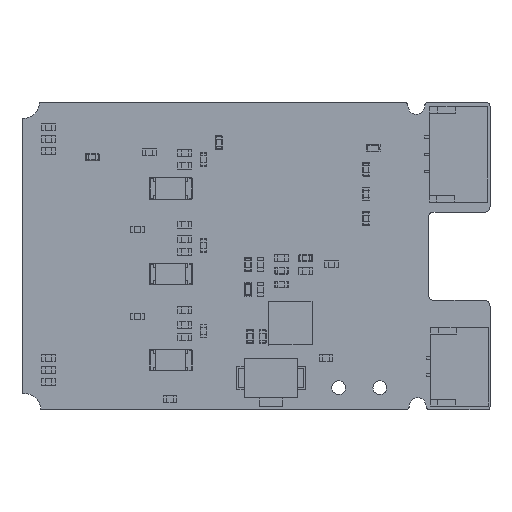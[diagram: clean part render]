
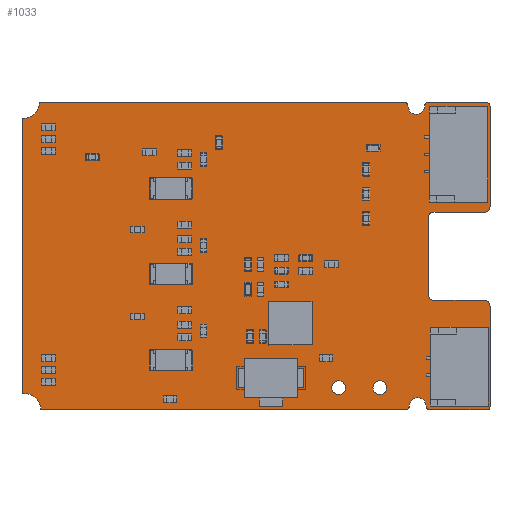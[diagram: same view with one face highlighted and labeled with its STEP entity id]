
A CAD part, top view. The second image highlights one B-rep face of the part: STEP entity #1033.
In plain terms, the highlighted planar face has unit normal (0, 0, 1).
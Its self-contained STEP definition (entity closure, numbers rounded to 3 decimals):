
#24 = VERTEX_POINT('',#25);
#25 = CARTESIAN_POINT('',(18.745,17.069,0.));
#31 = EDGE_CURVE('',#24,#32,#34,.T.);
#32 = VERTEX_POINT('',#33);
#33 = CARTESIAN_POINT('',(19.914,15.9,0.));
#34 = CIRCLE('',#35,1.169);
#35 = AXIS2_PLACEMENT_3D('',#36,#37,#38);
#36 = CARTESIAN_POINT('',(18.745,15.9,0.));
#37 = DIRECTION('',(0.,0.,-1.));
#38 = DIRECTION('',(0.,1.,0.));
#64 = EDGE_CURVE('',#32,#65,#67,.T.);
#65 = VERTEX_POINT('',#66);
#66 = CARTESIAN_POINT('',(46.584,15.9,0.));
#67 = LINE('',#68,#69);
#68 = CARTESIAN_POINT('',(19.914,15.9,0.));
#69 = VECTOR('',#70,1.);
#70 = DIRECTION('',(1.,0.,0.));
#95 = EDGE_CURVE('',#65,#96,#98,.T.);
#96 = VERTEX_POINT('',#97);
#97 = CARTESIAN_POINT('',(46.838,16.154,0.));
#98 = CIRCLE('',#99,0.256);
#99 = AXIS2_PLACEMENT_3D('',#100,#101,#102);
#100 = CARTESIAN_POINT('',(46.582,16.156,0.));
#101 = DIRECTION('',(0.,0.,1.));
#102 = DIRECTION('',(0.008,-1.,0.));
#128 = EDGE_CURVE('',#96,#129,#131,.T.);
#129 = VERTEX_POINT('',#130);
#130 = CARTESIAN_POINT('',(48.057,16.154,0.));
#131 = CIRCLE('',#132,0.61);
#132 = AXIS2_PLACEMENT_3D('',#133,#134,#135);
#133 = CARTESIAN_POINT('',(47.448,16.155,0.));
#134 = DIRECTION('',(0.,0.,-1.));
#135 = DIRECTION('',(-1.,-0.001,-0.));
#161 = EDGE_CURVE('',#129,#162,#164,.T.);
#162 = VERTEX_POINT('',#163);
#163 = CARTESIAN_POINT('',(48.311,15.9,0.));
#164 = CIRCLE('',#165,0.254);
#165 = AXIS2_PLACEMENT_3D('',#166,#167,#168);
#166 = CARTESIAN_POINT('',(48.311,16.154,0.));
#167 = DIRECTION('',(0.,0.,1.));
#168 = DIRECTION('',(-1.,-0.001,0.));
#194 = EDGE_CURVE('',#162,#195,#197,.T.);
#195 = VERTEX_POINT('',#196);
#196 = CARTESIAN_POINT('',(52.527,15.9,0.));
#197 = LINE('',#198,#199);
#198 = CARTESIAN_POINT('',(48.311,15.9,0.));
#199 = VECTOR('',#200,1.);
#200 = DIRECTION('',(1.,0.,0.));
#225 = EDGE_CURVE('',#195,#226,#228,.T.);
#226 = VERTEX_POINT('',#227);
#227 = CARTESIAN_POINT('',(52.73,16.104,0.));
#228 = CIRCLE('',#229,0.203);
#229 = AXIS2_PLACEMENT_3D('',#230,#231,#232);
#230 = CARTESIAN_POINT('',(52.527,16.103,0.));
#231 = DIRECTION('',(0.,0.,1.));
#232 = DIRECTION('',(0.001,-1.,0.));
#258 = EDGE_CURVE('',#226,#259,#261,.T.);
#259 = VERTEX_POINT('',#260);
#260 = CARTESIAN_POINT('',(52.73,23.47,0.));
#261 = LINE('',#262,#263);
#262 = CARTESIAN_POINT('',(52.73,16.104,0.));
#263 = VECTOR('',#264,1.);
#264 = DIRECTION('',(0.,1.,0.));
#289 = EDGE_CURVE('',#259,#290,#292,.T.);
#290 = VERTEX_POINT('',#291);
#291 = CARTESIAN_POINT('',(52.324,23.876,0.));
#292 = CIRCLE('',#293,0.406);
#293 = AXIS2_PLACEMENT_3D('',#294,#295,#296);
#294 = CARTESIAN_POINT('',(52.324,23.47,0.));
#295 = DIRECTION('',(0.,0.,1.));
#296 = DIRECTION('',(1.,0.001,-0.));
#322 = EDGE_CURVE('',#290,#323,#325,.T.);
#323 = VERTEX_POINT('',#324);
#324 = CARTESIAN_POINT('',(48.616,23.876,0.));
#325 = LINE('',#326,#327);
#326 = CARTESIAN_POINT('',(52.324,23.876,0.));
#327 = VECTOR('',#328,1.);
#328 = DIRECTION('',(-1.,0.,0.));
#353 = EDGE_CURVE('',#323,#354,#356,.T.);
#354 = VERTEX_POINT('',#355);
#355 = CARTESIAN_POINT('',(48.26,24.232,0.));
#356 = CIRCLE('',#357,0.355);
#357 = AXIS2_PLACEMENT_3D('',#358,#359,#360);
#358 = CARTESIAN_POINT('',(48.615,24.231,0.));
#359 = DIRECTION('',(0.,0.,-1.));
#360 = DIRECTION('',(0.003,-1.,0.));
#386 = EDGE_CURVE('',#354,#387,#389,.T.);
#387 = VERTEX_POINT('',#388);
#388 = CARTESIAN_POINT('',(48.26,30.023,0.));
#389 = LINE('',#390,#391);
#390 = CARTESIAN_POINT('',(48.26,24.232,0.));
#391 = VECTOR('',#392,1.);
#392 = DIRECTION('',(0.,1.,0.));
#417 = EDGE_CURVE('',#387,#418,#420,.T.);
#418 = VERTEX_POINT('',#419);
#419 = CARTESIAN_POINT('',(48.565,30.328,0.));
#420 = CIRCLE('',#421,0.306);
#421 = AXIS2_PLACEMENT_3D('',#422,#423,#424);
#422 = CARTESIAN_POINT('',(48.566,30.022,0.));
#423 = DIRECTION('',(0.,0.,-1.));
#424 = DIRECTION('',(-1.,0.002,0.));
#450 = EDGE_CURVE('',#418,#451,#453,.T.);
#451 = VERTEX_POINT('',#452);
#452 = CARTESIAN_POINT('',(52.324,30.328,0.));
#453 = LINE('',#454,#455);
#454 = CARTESIAN_POINT('',(48.565,30.328,0.));
#455 = VECTOR('',#456,1.);
#456 = DIRECTION('',(1.,0.,0.));
#481 = EDGE_CURVE('',#451,#482,#484,.T.);
#482 = VERTEX_POINT('',#483);
#483 = CARTESIAN_POINT('',(52.73,30.734,0.));
#484 = CIRCLE('',#485,0.406);
#485 = AXIS2_PLACEMENT_3D('',#486,#487,#488);
#486 = CARTESIAN_POINT('',(52.324,30.734,0.));
#487 = DIRECTION('',(0.,0.,1.));
#488 = DIRECTION('',(0.001,-1.,0.));
#514 = EDGE_CURVE('',#482,#515,#517,.T.);
#515 = VERTEX_POINT('',#516);
#516 = CARTESIAN_POINT('',(52.73,38.049,0.));
#517 = LINE('',#518,#519);
#518 = CARTESIAN_POINT('',(52.73,30.734,0.));
#519 = VECTOR('',#520,1.);
#520 = DIRECTION('',(0.,1.,0.));
#545 = EDGE_CURVE('',#515,#546,#548,.T.);
#546 = VERTEX_POINT('',#547);
#547 = CARTESIAN_POINT('',(52.426,38.354,0.));
#548 = CIRCLE('',#549,0.304);
#549 = AXIS2_PLACEMENT_3D('',#550,#551,#552);
#550 = CARTESIAN_POINT('',(52.426,38.05,0.));
#551 = DIRECTION('',(0.,0.,1.));
#552 = DIRECTION('',(1.,-0.004,0.));
#578 = EDGE_CURVE('',#546,#579,#581,.T.);
#579 = VERTEX_POINT('',#580);
#580 = CARTESIAN_POINT('',(48.209,38.354,0.));
#581 = LINE('',#582,#583);
#582 = CARTESIAN_POINT('',(52.426,38.354,0.));
#583 = VECTOR('',#584,1.);
#584 = DIRECTION('',(-1.,0.,0.));
#609 = EDGE_CURVE('',#579,#610,#612,.T.);
#610 = VERTEX_POINT('',#611);
#611 = CARTESIAN_POINT('',(47.955,38.1,0.));
#612 = CIRCLE('',#613,0.254);
#613 = AXIS2_PLACEMENT_3D('',#614,#615,#616);
#614 = CARTESIAN_POINT('',(48.209,38.1,0.));
#615 = DIRECTION('',(0.,0.,1.));
#616 = DIRECTION('',(-0.001,1.,0.));
#642 = EDGE_CURVE('',#610,#643,#645,.T.);
#643 = VERTEX_POINT('',#644);
#644 = CARTESIAN_POINT('',(46.736,38.1,0.));
#645 = CIRCLE('',#646,0.61);
#646 = AXIS2_PLACEMENT_3D('',#647,#648,#649);
#647 = CARTESIAN_POINT('',(47.346,38.1,0.));
#648 = DIRECTION('',(0.,0.,-1.));
#649 = DIRECTION('',(1.,0.001,0.));
#675 = EDGE_CURVE('',#643,#676,#678,.T.);
#676 = VERTEX_POINT('',#677);
#677 = CARTESIAN_POINT('',(46.482,38.354,0.));
#678 = CIRCLE('',#679,0.253);
#679 = AXIS2_PLACEMENT_3D('',#680,#681,#682);
#680 = CARTESIAN_POINT('',(46.483,38.101,0.));
#681 = DIRECTION('',(0.,0.,1.));
#682 = DIRECTION('',(1.,-0.005,0.));
#708 = EDGE_CURVE('',#676,#709,#711,.T.);
#709 = VERTEX_POINT('',#710);
#710 = CARTESIAN_POINT('',(19.812,38.354,0.));
#711 = LINE('',#712,#713);
#712 = CARTESIAN_POINT('',(46.482,38.354,0.));
#713 = VECTOR('',#714,1.);
#714 = DIRECTION('',(-1.,0.,0.));
#739 = EDGE_CURVE('',#709,#740,#742,.T.);
#740 = VERTEX_POINT('',#741);
#741 = CARTESIAN_POINT('',(18.644,37.186,0.));
#742 = CIRCLE('',#743,1.168);
#743 = AXIS2_PLACEMENT_3D('',#744,#745,#746);
#744 = CARTESIAN_POINT('',(18.644,38.354,0.));
#745 = DIRECTION('',(0.,0.,-1.));
#746 = DIRECTION('',(1.,0.,0.));
#772 = EDGE_CURVE('',#740,#773,#775,.T.);
#773 = VERTEX_POINT('',#774);
#774 = CARTESIAN_POINT('',(18.542,37.084,0.));
#775 = CIRCLE('',#776,0.102);
#776 = AXIS2_PLACEMENT_3D('',#777,#778,#779);
#777 = CARTESIAN_POINT('',(18.644,37.084,0.));
#778 = DIRECTION('',(0.,0.,1.));
#779 = DIRECTION('',(-0.004,1.,0.));
#805 = EDGE_CURVE('',#773,#806,#808,.T.);
#806 = VERTEX_POINT('',#807);
#807 = CARTESIAN_POINT('',(18.542,17.272,0.));
#808 = LINE('',#809,#810);
#809 = CARTESIAN_POINT('',(18.542,37.084,0.));
#810 = VECTOR('',#811,1.);
#811 = DIRECTION('',(0.,-1.,0.));
#836 = EDGE_CURVE('',#806,#24,#837,.T.);
#837 = CIRCLE('',#838,0.203);
#838 = AXIS2_PLACEMENT_3D('',#839,#840,#841);
#839 = CARTESIAN_POINT('',(18.745,17.272,0.));
#840 = DIRECTION('',(0.,0.,1.));
#841 = DIRECTION('',(-1.,-0.001,0.));
#862 = VERTEX_POINT('',#863);
#863 = CARTESIAN_POINT('',(37.103,17.316,0.));
#869 = EDGE_CURVE('',#862,#862,#870,.T.);
#870 = CIRCLE('',#871,0.4);
#871 = AXIS2_PLACEMENT_3D('',#872,#873,#874);
#872 = CARTESIAN_POINT('',(36.703,17.316,0.));
#873 = DIRECTION('',(0.,0.,1.));
#874 = DIRECTION('',(1.,0.,-0.));
#895 = VERTEX_POINT('',#896);
#896 = CARTESIAN_POINT('',(37.103,19.116,0.));
#902 = EDGE_CURVE('',#895,#895,#903,.T.);
#903 = CIRCLE('',#904,0.4);
#904 = AXIS2_PLACEMENT_3D('',#905,#906,#907);
#905 = CARTESIAN_POINT('',(36.703,19.116,0.));
#906 = DIRECTION('',(0.,0.,1.));
#907 = DIRECTION('',(1.,0.,-0.));
#928 = VERTEX_POINT('',#929);
#929 = CARTESIAN_POINT('',(45.18,17.508,0.));
#935 = EDGE_CURVE('',#928,#928,#936,.T.);
#936 = CIRCLE('',#937,0.5);
#937 = AXIS2_PLACEMENT_3D('',#938,#939,#940);
#938 = CARTESIAN_POINT('',(44.68,17.508,0.));
#939 = DIRECTION('',(0.,0.,1.));
#940 = DIRECTION('',(1.,0.,-0.));
#961 = VERTEX_POINT('',#962);
#962 = CARTESIAN_POINT('',(42.18,17.508,0.));
#968 = EDGE_CURVE('',#961,#961,#969,.T.);
#969 = CIRCLE('',#970,0.5);
#970 = AXIS2_PLACEMENT_3D('',#971,#972,#973);
#971 = CARTESIAN_POINT('',(41.68,17.508,0.));
#972 = DIRECTION('',(0.,0.,1.));
#973 = DIRECTION('',(1.,0.,-0.));
#1033 = ADVANCED_FACE('',(#1034,#1062,#1065,#1068,#1071),#1074,.T.);
#1034 = FACE_BOUND('',#1035,.T.);
#1035 = EDGE_LOOP('',(#1036,#1037,#1038,#1039,#1040,#1041,#1042,#1043,
    #1044,#1045,#1046,#1047,#1048,#1049,#1050,#1051,#1052,#1053,#1054,
    #1055,#1056,#1057,#1058,#1059,#1060,#1061));
#1036 = ORIENTED_EDGE('',*,*,#31,.T.);
#1037 = ORIENTED_EDGE('',*,*,#64,.T.);
#1038 = ORIENTED_EDGE('',*,*,#95,.T.);
#1039 = ORIENTED_EDGE('',*,*,#128,.T.);
#1040 = ORIENTED_EDGE('',*,*,#161,.T.);
#1041 = ORIENTED_EDGE('',*,*,#194,.T.);
#1042 = ORIENTED_EDGE('',*,*,#225,.T.);
#1043 = ORIENTED_EDGE('',*,*,#258,.T.);
#1044 = ORIENTED_EDGE('',*,*,#289,.T.);
#1045 = ORIENTED_EDGE('',*,*,#322,.T.);
#1046 = ORIENTED_EDGE('',*,*,#353,.T.);
#1047 = ORIENTED_EDGE('',*,*,#386,.T.);
#1048 = ORIENTED_EDGE('',*,*,#417,.T.);
#1049 = ORIENTED_EDGE('',*,*,#450,.T.);
#1050 = ORIENTED_EDGE('',*,*,#481,.T.);
#1051 = ORIENTED_EDGE('',*,*,#514,.T.);
#1052 = ORIENTED_EDGE('',*,*,#545,.T.);
#1053 = ORIENTED_EDGE('',*,*,#578,.T.);
#1054 = ORIENTED_EDGE('',*,*,#609,.T.);
#1055 = ORIENTED_EDGE('',*,*,#642,.T.);
#1056 = ORIENTED_EDGE('',*,*,#675,.T.);
#1057 = ORIENTED_EDGE('',*,*,#708,.T.);
#1058 = ORIENTED_EDGE('',*,*,#739,.T.);
#1059 = ORIENTED_EDGE('',*,*,#772,.T.);
#1060 = ORIENTED_EDGE('',*,*,#805,.T.);
#1061 = ORIENTED_EDGE('',*,*,#836,.T.);
#1062 = FACE_BOUND('',#1063,.T.);
#1063 = EDGE_LOOP('',(#1064));
#1064 = ORIENTED_EDGE('',*,*,#869,.F.);
#1065 = FACE_BOUND('',#1066,.T.);
#1066 = EDGE_LOOP('',(#1067));
#1067 = ORIENTED_EDGE('',*,*,#902,.F.);
#1068 = FACE_BOUND('',#1069,.T.);
#1069 = EDGE_LOOP('',(#1070));
#1070 = ORIENTED_EDGE('',*,*,#935,.F.);
#1071 = FACE_BOUND('',#1072,.T.);
#1072 = EDGE_LOOP('',(#1073));
#1073 = ORIENTED_EDGE('',*,*,#968,.F.);
#1074 = PLANE('',#1075);
#1075 = AXIS2_PLACEMENT_3D('',#1076,#1077,#1078);
#1076 = CARTESIAN_POINT('',(36.725,27.127,0.));
#1077 = DIRECTION('',(0.,0.,1.));
#1078 = DIRECTION('',(1.,0.,-0.));
